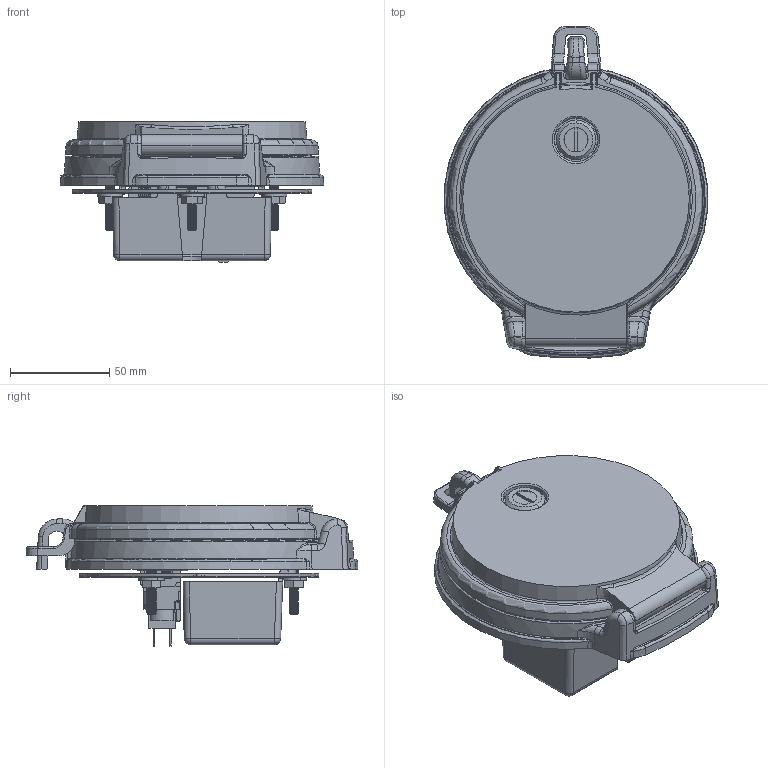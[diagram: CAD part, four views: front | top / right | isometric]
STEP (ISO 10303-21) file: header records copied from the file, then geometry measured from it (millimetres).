
FILE_DESCRIPTION(/* description */ (''),/* implementation_level */ '2;1');
FILE_NAME(/* name */ 'DAP4BC-G3-4.stp',/* time_stamp */ '2019-05-08T08:18:18-05:00',/* author */ (''),/* organization */ (''),/* preprocessor_version */ 'ST-DEVELOPER v16',/* originating_system */ 'SIEMENS PLM Software NX 11.0',/* authorisation */ '');
FILE_SCHEMA (('AP203_CONFIGURATION_CONTROLLED_3D_DESIGN_OF_MECHANICAL_PARTS_AND_ASSEMBLIES_MIM_LF { 1 0 10303 403 2 1 2}'));
Products named in the file (1): djsl2EFC777F6sd4
Bounding box: 132.93 x 167.34 x 70.98 mm (x, y, z)
Volume: 492220.6 mm3; surface area: 120110.1 mm2
Topology: 7 solids, 9 shells, 2443 faces, 6675 edges, 4265 vertices
Faces by surface type: plane 1106, cylinder 844, bspline 247, torus 91, cone 82, extrusion 51, sphere 22
Full cylindrical faces by diameter (mm): 1.778 x2, 3.912 x2, 5.22 x3
Entity records: 99782 total; most frequent: CARTESIAN_POINT 39785, ORIENTED_EDGE 13264, DIRECTION 11523, EDGE_CURVE 6632, VERTEX_POINT 4261, VECTOR 3905, LINE 3854, AXIS2_PLACEMENT_3D 3809
